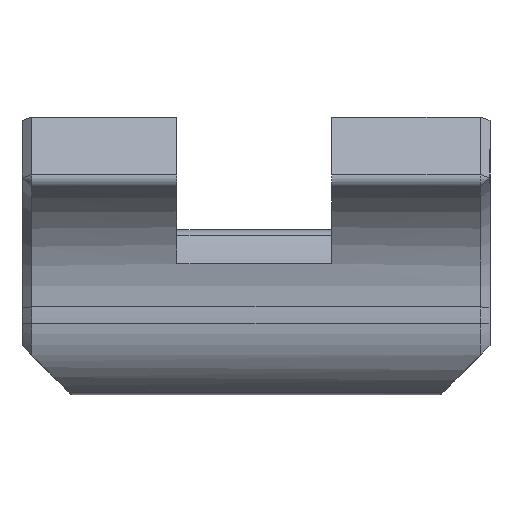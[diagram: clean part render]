
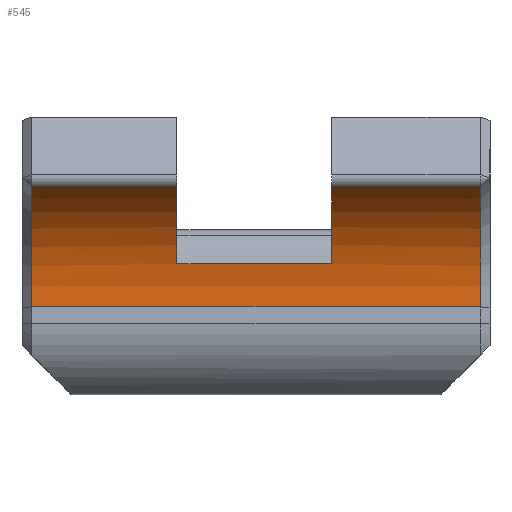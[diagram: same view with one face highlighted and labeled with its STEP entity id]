
A CAD part, left-side view. The second image highlights one B-rep face of the part: STEP entity #545.
In plain terms, the highlighted cylindrical face has radius 3.224 mm (diameter 6.447 mm), a partial arc.
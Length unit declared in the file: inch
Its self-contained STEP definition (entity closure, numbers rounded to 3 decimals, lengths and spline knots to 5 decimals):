
#5 = EDGE_CURVE ( 'NONE', #1584, #1404, #720, .T. ) ;
#15 = ORIENTED_EDGE ( 'NONE', *, *, #1655, .F. ) ;
#23 = ORIENTED_EDGE ( 'NONE', *, *, #1667, .F. ) ;
#52 = DIRECTION ( 'NONE',  ( 0., -1., 0. ) ) ;
#213 = DIRECTION ( 'NONE',  ( 0., 1., 0. ) ) ;
#263 = EDGE_CURVE ( 'NONE', #1584, #785, #654, .T. ) ;
#281 = AXIS2_PLACEMENT_3D ( 'NONE', #599, #1267, #1237 ) ;
#338 = AXIS2_PLACEMENT_3D ( 'NONE', #1060, #394, #1432 ) ;
#354 = EDGE_CURVE ( 'NONE', #1029, #537, #1564, .T. ) ;
#394 = DIRECTION ( 'NONE',  ( 0., -1., 0. ) ) ;
#508 = AXIS2_PLACEMENT_3D ( 'NONE', #665, #855, #1652 ) ;
#537 = VERTEX_POINT ( 'NONE', #1567 ) ;
#545 = ADVANCED_FACE ( 'NONE', ( #1737 ), #1883, .F. ) ;
#568 = ORIENTED_EDGE ( 'NONE', *, *, #5, .T. ) ;
#599 = CARTESIAN_POINT ( 'NONE',  ( -0.00288, 0.472, 0.1119 ) ) ;
#633 = CARTESIAN_POINT ( 'NONE',  ( -0.00288, 0.462, 0.1119 ) ) ;
#649 = ORIENTED_EDGE ( 'NONE', *, *, #1908, .T. ) ;
#654 = LINE ( 'NONE', #1931, #2083 ) ;
#663 = ORIENTED_EDGE ( 'NONE', *, *, #263, .F. ) ;
#665 = CARTESIAN_POINT ( 'NONE',  ( -0.00288, 0.31575, 0.1119 ) ) ;
#669 = CARTESIAN_POINT ( 'NONE',  ( -0.00288, 0.1595, 0.1119 ) ) ;
#671 = VECTOR ( 'NONE', #52, 39.37008 ) ;
#720 = CIRCLE ( 'NONE', #1985, 0.12692 ) ;
#785 = VERTEX_POINT ( 'NONE', #1504 ) ;
#829 = DIRECTION ( 'NONE',  ( 0., -1., 0. ) ) ;
#842 = VERTEX_POINT ( 'NONE', #1339 ) ;
#855 = DIRECTION ( 'NONE',  ( 0., 1., 0. ) ) ;
#918 = VECTOR ( 'NONE', #1097, 39.37008 ) ;
#930 = EDGE_CURVE ( 'NONE', #537, #842, #1414, .T. ) ;
#964 = CARTESIAN_POINT ( 'NONE',  ( 0.11964, 0.31575, 0.14502 ) ) ;
#978 = EDGE_CURVE ( 'NONE', #1029, #1285, #1217, .T. ) ;
#985 = LINE ( 'NONE', #1934, #671 ) ;
#1029 = VERTEX_POINT ( 'NONE', #1572 ) ;
#1060 = CARTESIAN_POINT ( 'NONE',  ( -0.00288, 0.01, 0.1119 ) ) ;
#1097 = DIRECTION ( 'NONE',  ( 0., -1., 0. ) ) ;
#1217 = LINE ( 'NONE', #2022, #918 ) ;
#1237 = DIRECTION ( 'NONE',  ( 0., 0., -1. ) ) ;
#1267 = DIRECTION ( 'NONE',  ( 0., -1., 0. ) ) ;
#1280 = DIRECTION ( 'NONE',  ( 0., 0., 1. ) ) ;
#1285 = VERTEX_POINT ( 'NONE', #2012 ) ;
#1288 = DIRECTION ( 'NONE',  ( 0., 1., 0. ) ) ;
#1336 = DIRECTION ( 'NONE',  ( 0., 0., 1. ) ) ;
#1339 = CARTESIAN_POINT ( 'NONE',  ( 0.1236, 0.01, 0.1014 ) ) ;
#1389 = CIRCLE ( 'NONE', #338, 0.12692 ) ;
#1404 = VERTEX_POINT ( 'NONE', #2021 ) ;
#1414 = LINE ( 'NONE', #1554, #1587 ) ;
#1432 = DIRECTION ( 'NONE',  ( 0., 0., 1. ) ) ;
#1504 = CARTESIAN_POINT ( 'NONE',  ( 0.0592, 0.01, 0.2226 ) ) ;
#1508 = VERTEX_POINT ( 'NONE', #964 ) ;
#1554 = CARTESIAN_POINT ( 'NONE',  ( 0.1236, 0.472, 0.1014 ) ) ;
#1564 = CIRCLE ( 'NONE', #1952, 0.12692 ) ;
#1567 = CARTESIAN_POINT ( 'NONE',  ( 0.1236, 0.462, 0.1014 ) ) ;
#1572 = CARTESIAN_POINT ( 'NONE',  ( 0.0592, 0.462, 0.2226 ) ) ;
#1584 = VERTEX_POINT ( 'NONE', #1819 ) ;
#1587 = VECTOR ( 'NONE', #1853, 39.37008 ) ;
#1650 = ORIENTED_EDGE ( 'NONE', *, *, #930, .T. ) ;
#1652 = DIRECTION ( 'NONE',  ( 0., 0., 1. ) ) ;
#1655 = EDGE_CURVE ( 'NONE', #1508, #1404, #985, .T. ) ;
#1667 = EDGE_CURVE ( 'NONE', #1285, #1508, #1718, .T. ) ;
#1683 = EDGE_LOOP ( 'NONE', ( #1650, #649, #663, #568, #15, #23, #1846, #1903 ) ) ;
#1718 = CIRCLE ( 'NONE', #508, 0.12692 ) ;
#1737 = FACE_OUTER_BOUND ( 'NONE', #1683, .T. ) ;
#1819 = CARTESIAN_POINT ( 'NONE',  ( 0.0592, 0.1595, 0.2226 ) ) ;
#1846 = ORIENTED_EDGE ( 'NONE', *, *, #978, .F. ) ;
#1853 = DIRECTION ( 'NONE',  ( 0., -1., 0. ) ) ;
#1883 = CYLINDRICAL_SURFACE ( 'NONE', #281, 0.12692 ) ;
#1903 = ORIENTED_EDGE ( 'NONE', *, *, #354, .T. ) ;
#1908 = EDGE_CURVE ( 'NONE', #842, #785, #1389, .T. ) ;
#1931 = CARTESIAN_POINT ( 'NONE',  ( 0.0592, 0.472, 0.2226 ) ) ;
#1934 = CARTESIAN_POINT ( 'NONE',  ( 0.11964, 0.23762, 0.14502 ) ) ;
#1952 = AXIS2_PLACEMENT_3D ( 'NONE', #633, #1288, #1280 ) ;
#1985 = AXIS2_PLACEMENT_3D ( 'NONE', #669, #213, #1336 ) ;
#2012 = CARTESIAN_POINT ( 'NONE',  ( 0.0592, 0.31575, 0.2226 ) ) ;
#2021 = CARTESIAN_POINT ( 'NONE',  ( 0.11964, 0.1595, 0.14502 ) ) ;
#2022 = CARTESIAN_POINT ( 'NONE',  ( 0.0592, 0.472, 0.2226 ) ) ;
#2083 = VECTOR ( 'NONE', #829, 39.37008 ) ;
